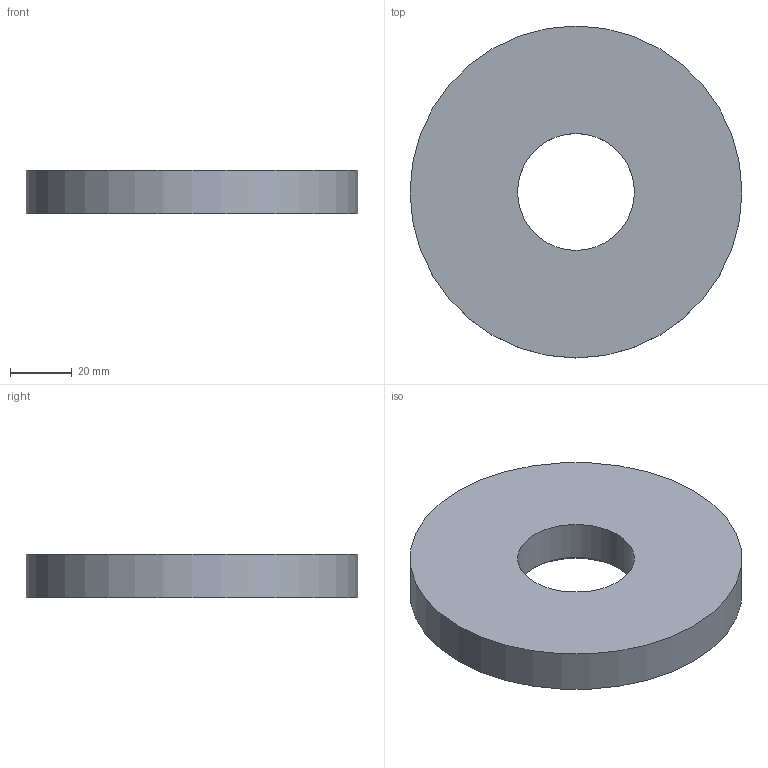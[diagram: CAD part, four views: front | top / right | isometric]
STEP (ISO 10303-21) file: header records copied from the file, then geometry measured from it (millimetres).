
FILE_DESCRIPTION(('FreeCAD Model'),'2;1');
FILE_NAME('11.step','2021-03-12T11:05:44',( 'Author'),(''),'Open CASCADE STEP processor 7.2','FreeCAD','Unknown' );
FILE_SCHEMA(('AUTOMOTIVE_DESIGN { 1 0 10303 214 1 1 1 1 }'));
Length unit declared in the file: millimetre
Products named in the file (1): Chamfer
Bounding box: 107.4 x 107.4 x 14 mm (x, y, z)
Volume: 111060 mm3; surface area: 22192.3 mm2
Topology: 1 solids, 1 shells, 5 faces, 8 edges, 5 vertices
Faces by surface type: cylinder 2, plane 2, cone 1
Full cylindrical faces by diameter (mm): 37.8 x1, 107.4 x1
Entity records: 272 total; most frequent: DIRECTION 39, CARTESIAN_POINT 37, ORIENTED_EDGE 16, PCURVE 16, DEFINITIONAL_REPRESENTATION 16, LINE 13, VECTOR 13, AXIS2_PLACEMENT_3D 11
